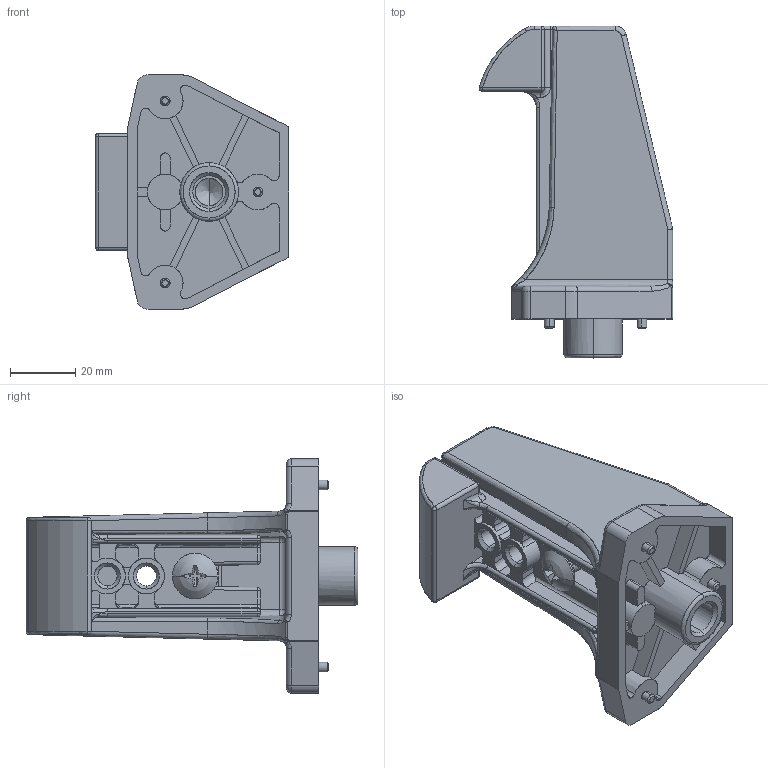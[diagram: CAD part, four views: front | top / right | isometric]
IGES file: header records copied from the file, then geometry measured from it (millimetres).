
Start section: SolidWorks IGES file using analytic representation for surfaces
Global section: file name: FA-602S-6.IGS; native system: SolidWorks 2014; preprocessor: SolidWorks 2014; author: 1337yo; date: 160608.151855; units: millimetre
Bounding box: 59.5 x 102 x 72 mm (x, y, z)
Surface area: 37442.6 mm2 (no closed solid volume)
Topology: 0 solids, 0 shells, 480 faces, 5078 edges, 5064 vertices
Faces by surface type: revolution 255, bspline 225
